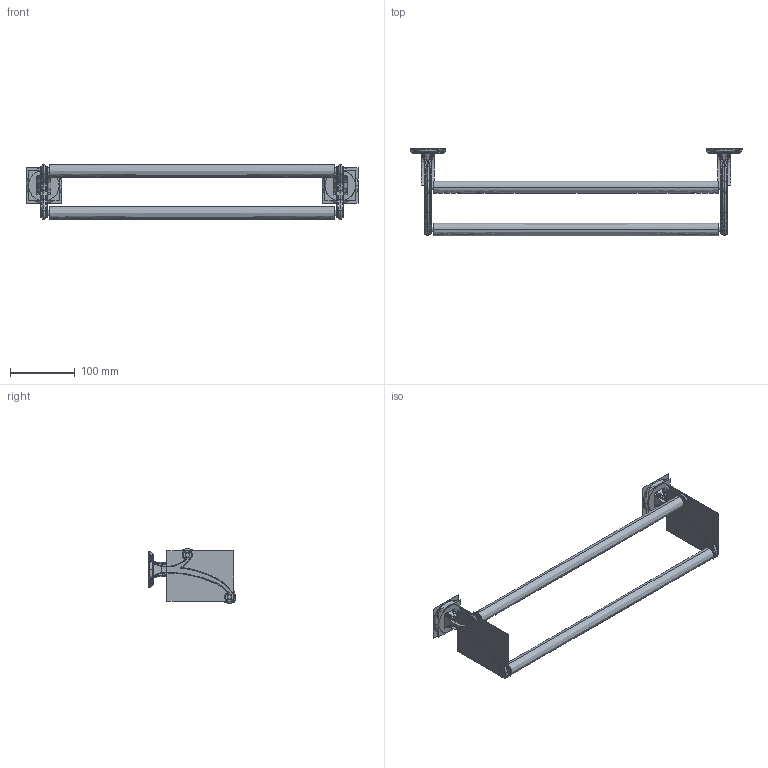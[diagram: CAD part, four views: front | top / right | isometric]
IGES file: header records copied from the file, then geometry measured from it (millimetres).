
Start section:  PTC IGES file: 2702h.igs
Global section: file name: 2702h.igs; native system: Pro/ENGINEER by Parametric Technology Corporation; preprocessor: 2009300; author: project; organization: Unknown; date: 20101001.145726; units: inch
Bounding box: 512.19 x 135.55 x 84.99 mm (x, y, z)
Surface area: 9439342.8 mm2 (no closed solid volume)
Topology: 0 solids, 0 shells, 1064 faces, 7544 edges, 7536 vertices
Faces by surface type: bspline 1064
